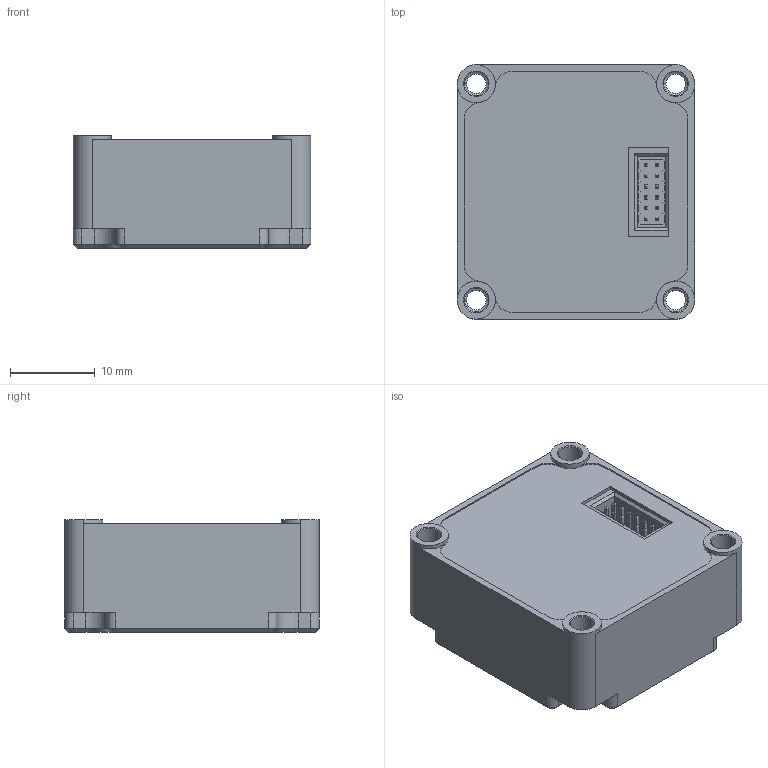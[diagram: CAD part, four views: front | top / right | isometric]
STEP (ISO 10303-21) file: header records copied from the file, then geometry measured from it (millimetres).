
FILE_DESCRIPTION (( 'STEP AP214' ), '1' );
FILE_NAME ('RWK-PULSE40-CSTM-OUT.STP', '2026-01-09T10:12:47', ( '' ), ( '' ), 'SwSTEP 2.0', 'SolidWorks 2025', '' );
FILE_SCHEMA (( 'AUTOMOTIVE_DESIGN' ));
Length unit declared in the file: inch
Products named in the file (1): RWK-PULSE40-CSTM-OUT
Bounding box: 28 x 30 x 13.3 mm (x, y, z)
Volume: 10034 mm3; surface area: 3680 mm2
Topology: 1 solids, 1 shells, 550 faces, 1405 edges, 902 vertices
Faces by surface type: plane 377, bspline 94, cylinder 51, cone 28
Entity records: 20401 total; most frequent: CARTESIAN_POINT 4080, ORIENTED_EDGE 2810, DIRECTION 2265, EDGE_CURVE 1405, VECTOR 1083, LINE 1083, VERTEX_POINT 902, EDGE_LOOP 603
